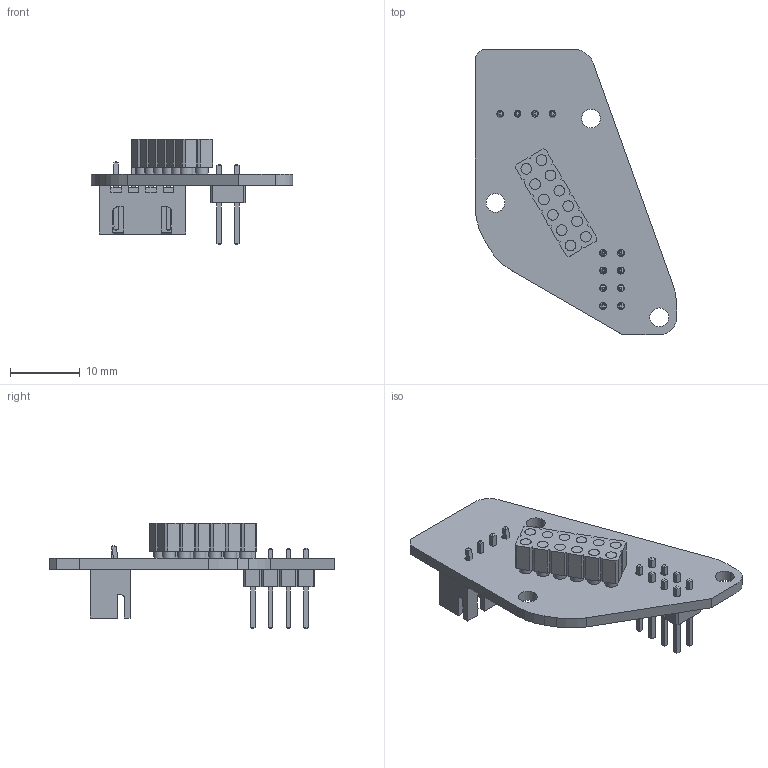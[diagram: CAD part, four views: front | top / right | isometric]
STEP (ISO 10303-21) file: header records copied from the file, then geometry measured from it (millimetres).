
FILE_DESCRIPTION(('FreeCAD Model'),'2;1');
FILE_NAME('Open CASCADE Shape Model','2021-01-17T16:53:29',('Author'),( ''),'Open CASCADE STEP processor 7.4','FreeCAD','Unknown');
FILE_SCHEMA(('AUTOMOTIVE_DESIGN { 1 0 10303 214 1 1 1 1 }'));
Length unit declared in the file: millimetre
Products named in the file (11): toolboard1; Board_Geoms_7721; Local_CS_7721; Pcb_7721; PCB_Sketch_7721; Step_Models_7721; Top_7721; J0_802-10-012-30-507101_60049A0C; Bot_7721; J1_JST_B4B_XH_A_5FFDFDDD; J2_PinHeader_2x04_P254mm_Vertical_6002294E
Assembly tree (10 placements, depth 4):
  toolboard1
    Board_Geoms_7721
      Local_CS_7721
      Pcb_7721
      PCB_Sketch_7721
    Step_Models_7721
      Top_7721
        J0_802-10-012-30-507101_60049A0C
      Bot_7721
        J1_JST_B4B_XH_A_5FFDFDDD
        J2_PinHeader_2x04_P254mm_Vertical_6002294E
Bounding box: 28.88 x 40.96 x 15.14 mm (x, y, z)
Volume: 2015 mm3; surface area: 3746.7 mm2
Topology: 16 solids, 16 shells, 462 faces, 1106 edges, 726 vertices
Faces by surface type: plane 402, cylinder 60
Full cylindrical faces by diameter (mm): 0.95 x4, 1 x8, 1.53 x24, 1.83 x12, 2.7 x3
Entity records: 16561 total; most frequent: CARTESIAN_POINT 2305, ORIENTED_EDGE 2184, DIRECTION 2177, EDGE_CURVE 1092, LINE 981, VECTOR 981, VERTEX_POINT 698, AXIS2_PLACEMENT_3D 598
